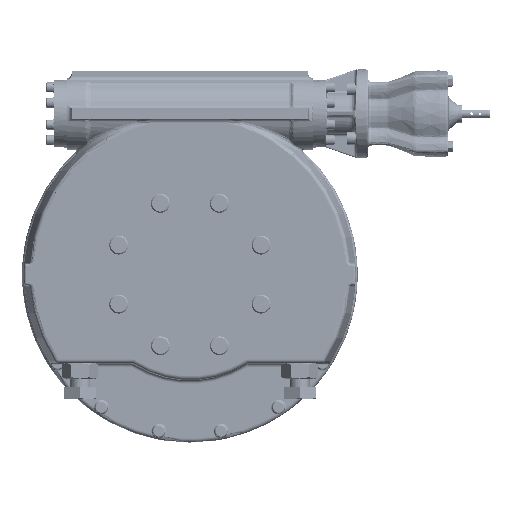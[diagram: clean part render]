
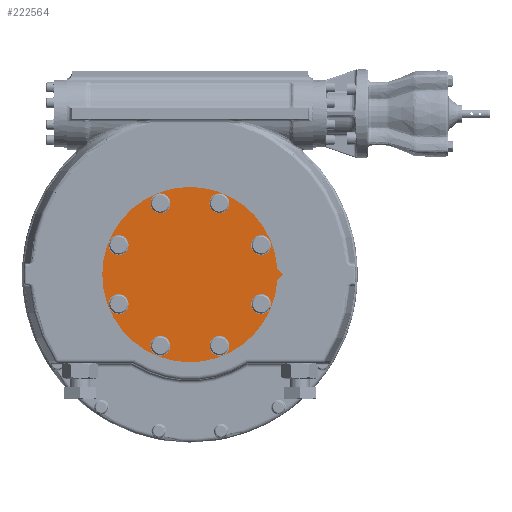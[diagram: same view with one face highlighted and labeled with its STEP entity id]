
A CAD part, top view. The second image highlights one B-rep face of the part: STEP entity #222564.
In plain terms, the highlighted planar face has unit normal (0, 0, 1).
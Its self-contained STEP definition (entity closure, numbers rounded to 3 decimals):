
#11747=LINE('',#396110,#27743);
#11749=LINE('',#396114,#27745);
#27743=VECTOR('',#289028,1000.);
#27745=VECTOR('',#289032,1000.);
#49311=PLANE('',#243052);
#96740=ORIENTED_EDGE('',*,*,#142494,.F.);
#96741=ORIENTED_EDGE('',*,*,#142495,.F.);
#96742=ORIENTED_EDGE('',*,*,#142496,.F.);
#96743=ORIENTED_EDGE('',*,*,#142497,.F.);
#96744=ORIENTED_EDGE('',*,*,#142498,.F.);
#96745=ORIENTED_EDGE('',*,*,#142499,.F.);
#96746=ORIENTED_EDGE('',*,*,#142500,.F.);
#96747=ORIENTED_EDGE('',*,*,#142501,.F.);
#96748=ORIENTED_EDGE('',*,*,#142493,.T.);
#96749=ORIENTED_EDGE('',*,*,#142491,.T.);
#96750=ORIENTED_EDGE('',*,*,#142488,.T.);
#142488=EDGE_CURVE('',#168766,#168767,#184666,.T.);
#142491=EDGE_CURVE('',#168768,#168766,#11747,.T.);
#142493=EDGE_CURVE('',#168767,#168768,#11749,.T.);
#142494=EDGE_CURVE('',#168769,#168769,#184667,.T.);
#142495=EDGE_CURVE('',#168770,#168770,#184668,.T.);
#142496=EDGE_CURVE('',#168771,#168771,#184669,.T.);
#142497=EDGE_CURVE('',#168772,#168772,#184670,.T.);
#142498=EDGE_CURVE('',#168773,#168773,#184671,.T.);
#142499=EDGE_CURVE('',#168774,#168774,#184672,.T.);
#142500=EDGE_CURVE('',#168775,#168775,#184673,.T.);
#142501=EDGE_CURVE('',#168776,#168776,#184674,.T.);
#168766=VERTEX_POINT('',#396105);
#168767=VERTEX_POINT('',#396106);
#168768=VERTEX_POINT('',#396111);
#168769=VERTEX_POINT('',#396117);
#168770=VERTEX_POINT('',#396119);
#168771=VERTEX_POINT('',#396121);
#168772=VERTEX_POINT('',#396123);
#168773=VERTEX_POINT('',#396125);
#168774=VERTEX_POINT('',#396127);
#168775=VERTEX_POINT('',#396129);
#168776=VERTEX_POINT('',#396131);
#184666=CIRCLE('',#243049,207.5);
#184667=CIRCLE('',#243053,23.5);
#184668=CIRCLE('',#243054,23.5);
#184669=CIRCLE('',#243055,23.5);
#184670=CIRCLE('',#243056,23.5);
#184671=CIRCLE('',#243057,23.5);
#184672=CIRCLE('',#243058,23.5);
#184673=CIRCLE('',#243059,23.5);
#184674=CIRCLE('',#243060,23.5);
#194457=EDGE_LOOP('',(#96740));
#194458=EDGE_LOOP('',(#96741));
#194459=EDGE_LOOP('',(#96742));
#194460=EDGE_LOOP('',(#96743));
#194461=EDGE_LOOP('',(#96744));
#194462=EDGE_LOOP('',(#96745));
#194463=EDGE_LOOP('',(#96746));
#194464=EDGE_LOOP('',(#96747));
#194465=EDGE_LOOP('',(#96748,#96749,#96750));
#208229=FACE_BOUND('',#194457,.T.);
#208230=FACE_BOUND('',#194458,.T.);
#208231=FACE_BOUND('',#194459,.T.);
#208232=FACE_BOUND('',#194460,.T.);
#208233=FACE_BOUND('',#194461,.T.);
#208234=FACE_BOUND('',#194462,.T.);
#208235=FACE_BOUND('',#194463,.T.);
#208236=FACE_BOUND('',#194464,.T.);
#208237=FACE_BOUND('',#194465,.T.);
#222564=ADVANCED_FACE('',(#208229,#208230,#208231,#208232,#208233,#208234,
#208235,#208236,#208237),#49311,.T.);
#243049=AXIS2_PLACEMENT_3D('',#396104,#289022,#289023);
#243052=AXIS2_PLACEMENT_3D('',#396115,#289033,#289034);
#243053=AXIS2_PLACEMENT_3D('',#396116,#289035,#289036);
#243054=AXIS2_PLACEMENT_3D('',#396118,#289037,#289038);
#243055=AXIS2_PLACEMENT_3D('',#396120,#289039,#289040);
#243056=AXIS2_PLACEMENT_3D('',#396122,#289041,#289042);
#243057=AXIS2_PLACEMENT_3D('',#396124,#289043,#289044);
#243058=AXIS2_PLACEMENT_3D('',#396126,#289045,#289046);
#243059=AXIS2_PLACEMENT_3D('',#396128,#289047,#289048);
#243060=AXIS2_PLACEMENT_3D('',#396130,#289049,#289050);
#289022=DIRECTION('',(0.,0.,1.));
#289023=DIRECTION('',(1.,0.,0.));
#289028=DIRECTION('',(-0.707,0.707,0.));
#289032=DIRECTION('',(0.707,0.707,0.));
#289033=DIRECTION('',(0.,0.,1.));
#289034=DIRECTION('',(1.,0.,0.));
#289035=DIRECTION('',(0.,0.,1.));
#289036=DIRECTION('',(-0.707,0.707,0.));
#289037=DIRECTION('',(0.,0.,1.));
#289038=DIRECTION('',(0.707,0.707,0.));
#289039=DIRECTION('',(0.,0.,1.));
#289040=DIRECTION('',(-0.707,-0.707,0.));
#289041=DIRECTION('',(0.,0.,1.));
#289042=DIRECTION('',(-1.,0.,0.));
#289043=DIRECTION('',(0.,0.,1.));
#289044=DIRECTION('',(0.,1.,0.));
#289045=DIRECTION('',(0.,0.,1.));
#289046=DIRECTION('',(0.707,-0.707,0.));
#289047=DIRECTION('',(0.,0.,1.));
#289048=DIRECTION('',(0.,-1.,0.));
#289049=DIRECTION('',(0.,0.,1.));
#289050=DIRECTION('',(1.,0.,0.));
#396104=CARTESIAN_POINT('',(0.,0.,
91.));
#396105=CARTESIAN_POINT('',(207.099,12.901,91.));
#396106=CARTESIAN_POINT('',(207.099,-12.901,91.));
#396110=CARTESIAN_POINT('',(220.,0.,91.));
#396111=CARTESIAN_POINT('',(220.,0.,91.));
#396114=CARTESIAN_POINT('',(220.,0.,91.));
#396115=CARTESIAN_POINT('',(0.,0.,
91.));
#396116=CARTESIAN_POINT('',(-69.84,168.608,91.));
#396117=CARTESIAN_POINT('',(-86.457,185.225,91.));
#396118=CARTESIAN_POINT('',(168.608,69.84,91.));
#396119=CARTESIAN_POINT('',(185.225,86.457,91.));
#396120=CARTESIAN_POINT('',(-168.608,-69.84,91.));
#396121=CARTESIAN_POINT('',(-185.225,-86.457,91.));
#396122=CARTESIAN_POINT('',(-168.608,69.84,91.));
#396123=CARTESIAN_POINT('',(-192.108,69.84,91.));
#396124=CARTESIAN_POINT('',(69.84,168.608,91.));
#396125=CARTESIAN_POINT('',(69.84,192.108,91.));
#396126=CARTESIAN_POINT('',(69.84,-168.608,91.));
#396127=CARTESIAN_POINT('',(86.457,-185.225,91.));
#396128=CARTESIAN_POINT('',(-69.84,-168.608,91.));
#396129=CARTESIAN_POINT('',(-69.84,-192.108,91.));
#396130=CARTESIAN_POINT('',(168.608,-69.84,91.));
#396131=CARTESIAN_POINT('',(192.108,-69.84,91.));
